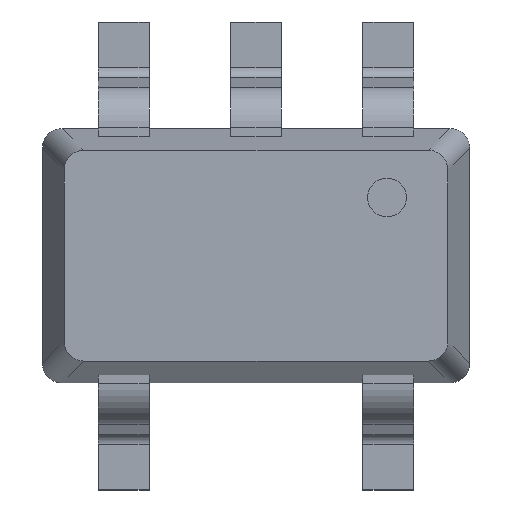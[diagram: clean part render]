
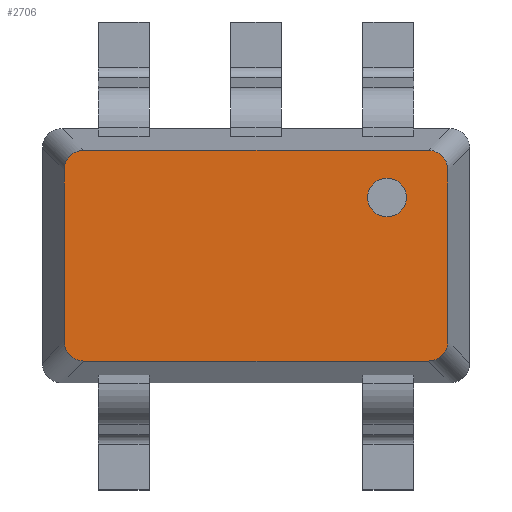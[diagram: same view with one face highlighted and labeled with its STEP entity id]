
A CAD part, top view. The second image highlights one B-rep face of the part: STEP entity #2706.
In plain terms, the highlighted planar face has unit normal (0, 0, 1).
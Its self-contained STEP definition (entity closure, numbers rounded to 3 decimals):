
#73 = FACE_OUTER_BOUND ( 'NONE', #2358, .T. ) ;
#143 = CARTESIAN_POINT ( 'NONE',  ( 0.943, -0.421, 1. ) ) ;
#171 = EDGE_CURVE ( 'NONE', #2633, #965, #845, .T. ) ;
#173 = CARTESIAN_POINT ( 'NONE',  ( 0.943, -0.421, 1. ) ) ;
#198 = CARTESIAN_POINT ( 'NONE',  ( 0.943, 0.625, 1. ) ) ;
#244 = CARTESIAN_POINT ( 'NONE',  ( -0.846, 0.518, 1. ) ) ;
#282 = DIRECTION ( 'NONE',  ( 0., -1., 0. ) ) ;
#286 = DIRECTION ( 'NONE',  ( 1., 0., 0. ) ) ;
#345 = EDGE_CURVE ( 'NONE', #1357, #2148, #1031, .T. ) ;
#398 = FACE_BOUND ( 'NONE', #1015, .T. ) ;
#402 = ORIENTED_EDGE ( 'NONE', *, *, #1167, .T. ) ;
#462 = DIRECTION ( 'NONE',  ( 0., 1., 0. ) ) ;
#469 = CARTESIAN_POINT ( 'NONE',  ( -0.943, -0.421, 1. ) ) ;
#499 = EDGE_CURVE ( 'NONE', #2148, #1334, #1742, .T. ) ;
#506 = CARTESIAN_POINT ( 'NONE',  ( -0.943, 0.479, 1. ) ) ;
#604 = ORIENTED_EDGE ( 'NONE', *, *, #171, .F. ) ;
#605 = CARTESIAN_POINT ( 'NONE',  ( 0.943, -0.479, 1. ) ) ;
#636 = EDGE_CURVE ( 'NONE', #1041, #2188, #1715, .T. ) ;
#637 = LINE ( 'NONE', #1437, #2372 ) ;
#642 = ORIENTED_EDGE ( 'NONE', *, *, #345, .T. ) ;
#734 = CARTESIAN_POINT ( 'NONE',  ( -0.846, 0.518, 1. ) ) ;
#754 = ORIENTED_EDGE ( 'NONE', *, *, #1190, .T. ) ;
#820 = VECTOR ( 'NONE', #2356, 1000. ) ;
#823 = CARTESIAN_POINT ( 'NONE',  ( 0.846, -0.518, 1. ) ) ;
#845 = CIRCLE ( 'NONE', #2048, 0.095 ) ;
#910 = DIRECTION ( 'NONE',  ( -1., 0., 0. ) ) ;
#925 = ORIENTED_EDGE ( 'NONE', *, *, #1842, .T. ) ;
#965 = VERTEX_POINT ( 'NONE', #1871 ) ;
#968 = LINE ( 'NONE', #2862, #820 ) ;
#1008 = ORIENTED_EDGE ( 'NONE', *, *, #1752, .F. ) ;
#1015 = EDGE_LOOP ( 'NONE', ( #604, #1008 ) ) ;
#1031 =( BOUNDED_CURVE ( )  B_SPLINE_CURVE ( 3, ( #1786, #2223, #605, #143 ),
 .UNSPECIFIED., .F., .F. ) 
 B_SPLINE_CURVE_WITH_KNOTS ( ( 4, 4 ),
 ( 5.531, 7.035 ),
 .UNSPECIFIED. ) 
 CURVE ( )  GEOMETRIC_REPRESENTATION_ITEM ( )  RATIONAL_B_SPLINE_CURVE ( ( 1., 0.82, 0.82, 1. ) ) 
 REPRESENTATION_ITEM ( '' )  );
#1041 = VERTEX_POINT ( 'NONE', #469 ) ;
#1128 = EDGE_CURVE ( 'NONE', #2188, #1357, #968, .T. ) ;
#1139 = ORIENTED_EDGE ( 'NONE', *, *, #1128, .T. ) ;
#1167 = EDGE_CURVE ( 'NONE', #1267, #1041, #637, .T. ) ;
#1190 = EDGE_CURVE ( 'NONE', #1679, #1267, #2350, .T. ) ;
#1202 = CARTESIAN_POINT ( 'NONE',  ( -0.943, 0.421, 1. ) ) ;
#1213 = CARTESIAN_POINT ( 'NONE',  ( -0.846, -0.518, 1. ) ) ;
#1245 = ORIENTED_EDGE ( 'NONE', *, *, #636, .T. ) ;
#1267 = VERTEX_POINT ( 'NONE', #1974 ) ;
#1334 = VERTEX_POINT ( 'NONE', #2728 ) ;
#1357 = VERTEX_POINT ( 'NONE', #823 ) ;
#1370 = CARTESIAN_POINT ( 'NONE',  ( 0.846, 0.518, 1. ) ) ;
#1379 = CARTESIAN_POINT ( 'NONE',  ( -1.05, 0.518, 1. ) ) ;
#1417 = CARTESIAN_POINT ( 'NONE',  ( -0.904, -0.518, 1. ) ) ;
#1437 = CARTESIAN_POINT ( 'NONE',  ( -0.943, 0.625, 1. ) ) ;
#1447 = DIRECTION ( 'NONE',  ( 0., 0., 1. ) ) ;
#1452 = CARTESIAN_POINT ( 'NONE',  ( -0.904, 0.518, 1. ) ) ;
#1454 = CARTESIAN_POINT ( 'NONE',  ( -0.943, -0.479, 1. ) ) ;
#1460 = CARTESIAN_POINT ( 'NONE',  ( 0.904, 0.518, 1. ) ) ;
#1577 = CARTESIAN_POINT ( 'NONE',  ( -0.846, -0.518, 1. ) ) ;
#1587 = VECTOR ( 'NONE', #462, 1000. ) ;
#1589 = LINE ( 'NONE', #1379, #2794 ) ;
#1679 = VERTEX_POINT ( 'NONE', #244 ) ;
#1704 = CARTESIAN_POINT ( 'NONE',  ( 0.644, 0.286, 1. ) ) ;
#1715 =( BOUNDED_CURVE ( )  B_SPLINE_CURVE ( 3, ( #2820, #1454, #1417, #1213 ),
 .UNSPECIFIED., .F., .F. ) 
 B_SPLINE_CURVE_WITH_KNOTS ( ( 4, 4 ),
 ( 5.531, 7.035 ),
 .UNSPECIFIED. ) 
 CURVE ( )  GEOMETRIC_REPRESENTATION_ITEM ( )  RATIONAL_B_SPLINE_CURVE ( ( 1., 0.82, 0.82, 1. ) ) 
 REPRESENTATION_ITEM ( '' )  );
#1742 = LINE ( 'NONE', #198, #1587 ) ;
#1752 = EDGE_CURVE ( 'NONE', #965, #2633, #2911, .T. ) ;
#1786 = CARTESIAN_POINT ( 'NONE',  ( 0.846, -0.518, 1. ) ) ;
#1842 = EDGE_CURVE ( 'NONE', #1334, #2716, #2523, .T. ) ;
#1861 = DIRECTION ( 'NONE',  ( 1., 0., 0. ) ) ;
#1871 = CARTESIAN_POINT ( 'NONE',  ( 0.549, 0.286, 1. ) ) ;
#1905 = CARTESIAN_POINT ( 'NONE',  ( 0.846, 0.518, 1. ) ) ;
#1974 = CARTESIAN_POINT ( 'NONE',  ( -0.943, 0.421, 1. ) ) ;
#2048 = AXIS2_PLACEMENT_3D ( 'NONE', #1704, #2178, #286 ) ;
#2134 = DIRECTION ( 'NONE',  ( 1., 0., 0. ) ) ;
#2148 = VERTEX_POINT ( 'NONE', #173 ) ;
#2166 = CARTESIAN_POINT ( 'NONE',  ( 0.644, 0.286, 1. ) ) ;
#2178 = DIRECTION ( 'NONE',  ( 0., 0., 1. ) ) ;
#2188 = VERTEX_POINT ( 'NONE', #1577 ) ;
#2223 = CARTESIAN_POINT ( 'NONE',  ( 0.904, -0.518, 1. ) ) ;
#2225 = EDGE_CURVE ( 'NONE', #2716, #1679, #1589, .T. ) ;
#2350 =( BOUNDED_CURVE ( )  B_SPLINE_CURVE ( 3, ( #734, #1452, #506, #1202 ),
 .UNSPECIFIED., .F., .F. ) 
 B_SPLINE_CURVE_WITH_KNOTS ( ( 4, 4 ),
 ( 5.531, 7.035 ),
 .UNSPECIFIED. ) 
 CURVE ( )  GEOMETRIC_REPRESENTATION_ITEM ( )  RATIONAL_B_SPLINE_CURVE ( ( 1., 0.82, 0.82, 1. ) ) 
 REPRESENTATION_ITEM ( '' )  );
#2356 = DIRECTION ( 'NONE',  ( 1., 0., 0. ) ) ;
#2358 = EDGE_LOOP ( 'NONE', ( #1139, #642, #2756, #925, #2524, #754, #402, #1245 ) ) ;
#2372 = VECTOR ( 'NONE', #282, 1000. ) ;
#2386 = AXIS2_PLACEMENT_3D ( 'NONE', #2753, #2783, #1861 ) ;
#2408 = CARTESIAN_POINT ( 'NONE',  ( 0.943, 0.479, 1. ) ) ;
#2452 = CARTESIAN_POINT ( 'NONE',  ( 0.739, 0.286, 1. ) ) ;
#2479 = AXIS2_PLACEMENT_3D ( 'NONE', #2166, #1447, #2134 ) ;
#2509 = PLANE ( 'NONE',  #2386 ) ;
#2523 =( BOUNDED_CURVE ( )  B_SPLINE_CURVE ( 3, ( #2620, #2408, #1460, #1905 ),
 .UNSPECIFIED., .F., .F. ) 
 B_SPLINE_CURVE_WITH_KNOTS ( ( 4, 4 ),
 ( 5.531, 7.035 ),
 .UNSPECIFIED. ) 
 CURVE ( )  GEOMETRIC_REPRESENTATION_ITEM ( )  RATIONAL_B_SPLINE_CURVE ( ( 1., 0.82, 0.82, 1. ) ) 
 REPRESENTATION_ITEM ( '' )  );
#2524 = ORIENTED_EDGE ( 'NONE', *, *, #2225, .T. ) ;
#2620 = CARTESIAN_POINT ( 'NONE',  ( 0.943, 0.421, 1. ) ) ;
#2633 = VERTEX_POINT ( 'NONE', #2452 ) ;
#2706 = ADVANCED_FACE ( 'NONE', ( #398, #73 ), #2509, .T. ) ;
#2716 = VERTEX_POINT ( 'NONE', #1370 ) ;
#2728 = CARTESIAN_POINT ( 'NONE',  ( 0.943, 0.421, 1. ) ) ;
#2753 = CARTESIAN_POINT ( 'NONE',  ( 1.05, -0.625, 1. ) ) ;
#2756 = ORIENTED_EDGE ( 'NONE', *, *, #499, .T. ) ;
#2783 = DIRECTION ( 'NONE',  ( 0., 0., 1. ) ) ;
#2794 = VECTOR ( 'NONE', #910, 1000. ) ;
#2820 = CARTESIAN_POINT ( 'NONE',  ( -0.943, -0.421, 1. ) ) ;
#2862 = CARTESIAN_POINT ( 'NONE',  ( -1.05, -0.518, 1. ) ) ;
#2911 = CIRCLE ( 'NONE', #2479, 0.095 ) ;
